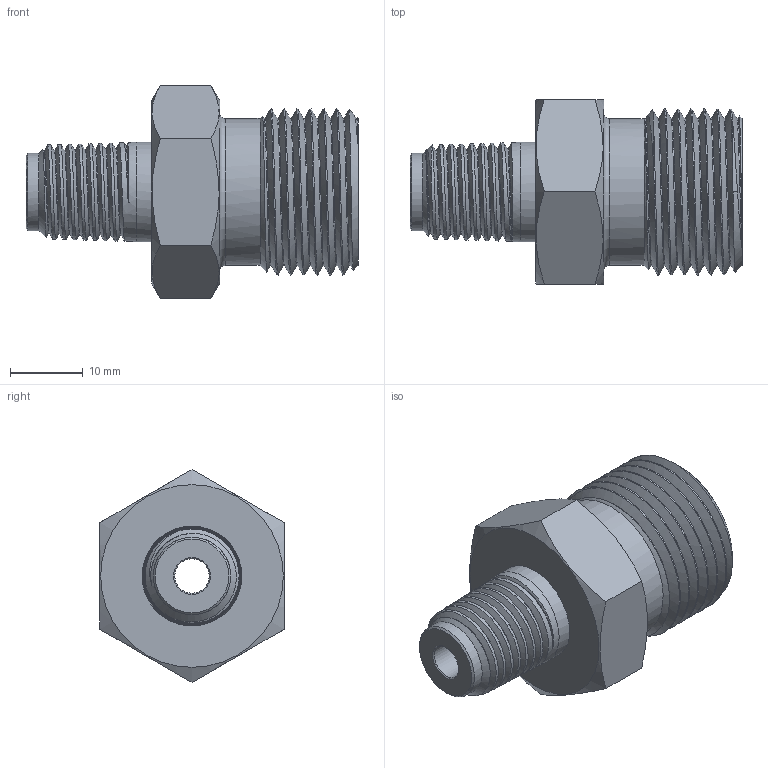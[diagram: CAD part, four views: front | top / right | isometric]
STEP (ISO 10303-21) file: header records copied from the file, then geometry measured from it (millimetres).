
FILE_DESCRIPTION (( 'STEP AP203' ), '1' );
FILE_NAME ('AD-540MBR-4MNPT.STEP', '2020-07-10T19:37:02', ( '' ), ( '' ), 'SwSTEP 2.0', 'SolidWorks 2018', '' );
FILE_SCHEMA (( 'CONFIG_CONTROL_DESIGN' ));
Length unit declared in the file: inch
Products named in the file (1): AD-540MBR-4MNPT
Bounding box: 45.72 x 25.4 x 29.33 mm (x, y, z)
Volume: 11662.1 mm3; surface area: 5572.4 mm2
Topology: 1 solids, 1 shells, 172 faces, 454 edges, 300 vertices
Faces by surface type: plane 78, bspline 66, cone 19, cylinder 8, torus 1
Full cylindrical faces by diameter (mm): 4.75 x1, 8.738 x1, 10.668 x1, 13.716 x1, 15.062 x1, 20.244 x1
Entity records: 13019 total; most frequent: CARTESIAN_POINT 9517, ORIENTED_EDGE 804, DIRECTION 471, EDGE_CURVE 402, VERTEX_POINT 274, LINE 229, VECTOR 229, EDGE_LOOP 198
